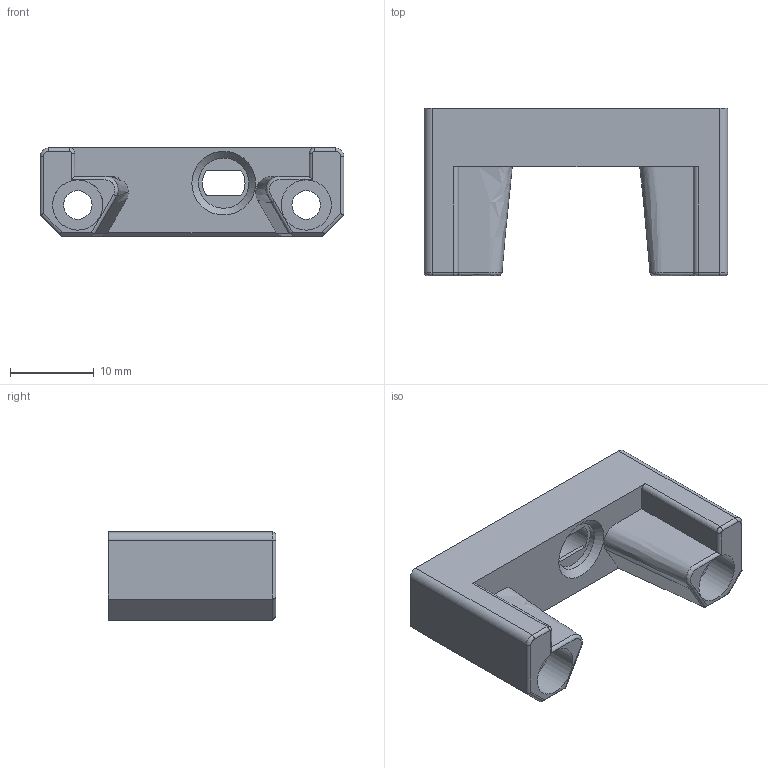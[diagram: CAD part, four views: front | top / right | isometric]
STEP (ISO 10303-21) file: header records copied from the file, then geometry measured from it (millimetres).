
FILE_DESCRIPTION(/* description */ ('STEP AP242','CAx-IF Rec.Pracs.---Representation and Presentation of Product Manufacturing Information (PMI)---4.0---2014-10-13','CAx-IF Rec.Pracs.---3D Tessellated Geometry---0.4---2014-09-14','2;1'),/* implementation_level */ '2;1');
FILE_NAME(/* name */ '65a1b7969c9d4866636a8058',/* time_stamp */ '2024-01-12T22:05:11Z',/* author */ (''),/* organization */ (''),/* preprocessor_version */ 'ST-DEVELOPER v19.4',/* originating_system */ ' ',/* authorisation */ ' ');
FILE_SCHEMA (('AP242_MANAGED_MODEL_BASED_3D_ENGINEERING_MIM_LF { 1 0 10303 442 1 1 4 }'));
Length unit declared in the file: metre
Products named in the file (1): Probe Dock v2.1
Bounding box: 36.26 x 20 x 10.5 mm (x, y, z)
Volume: 3833.9 mm3; surface area: 2792.8 mm2
Topology: 1 solids, 1 shells, 59 faces, 153 edges, 97 vertices
Faces by surface type: plane 26, cylinder 19, bspline 6, torus 4, cone 4
Full cylindrical faces by diameter (mm): 3.4 x2, 5.1 x1, 6 x3
Entity records: 2132 total; most frequent: CARTESIAN_POINT 756, ORIENTED_EDGE 274, DIRECTION 273, EDGE_CURVE 137, AXIS2_PLACEMENT_3D 102, VERTEX_POINT 92, EDGE_LOOP 75, FACE_BOUND 75
